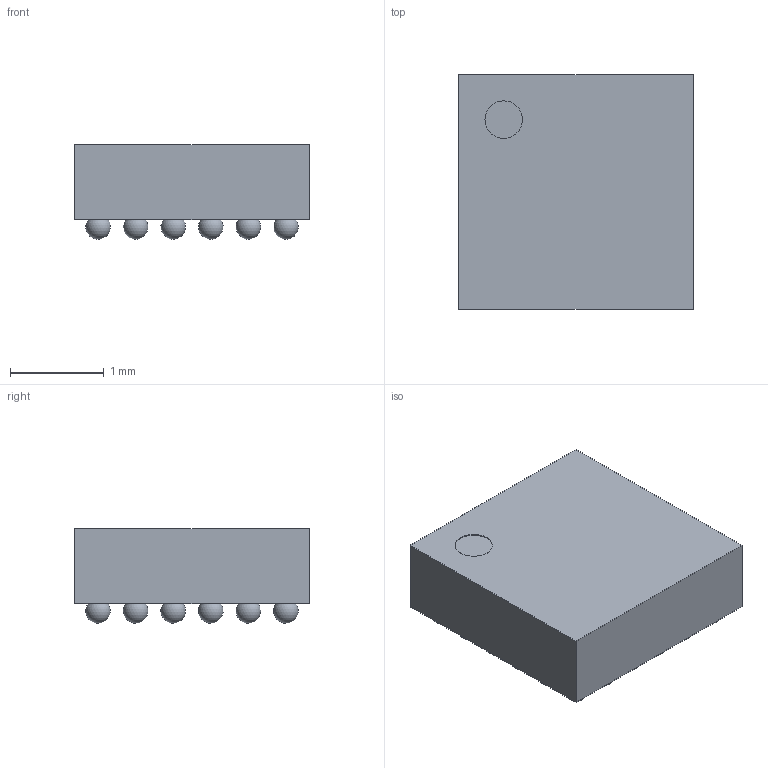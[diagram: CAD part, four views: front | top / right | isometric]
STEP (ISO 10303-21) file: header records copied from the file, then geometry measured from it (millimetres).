
FILE_DESCRIPTION(/* description */ ('model of ucBGA-36_2.5x2.5mm_Layout6x6_P0.4mm'),/* implementation_level */ '2;1');
FILE_NAME(/* name */ 'ucBGA-36_2.5x2.5mm_Layout6x6_P0.4mm.step',/* time_stamp */ '2018-09-12T20:32:30',/* author */ ('kicad StepUp','ksu'),/* organization */ ('FreeCAD'),/* preprocessor_version */ 'OCC',/* originating_system */ 'kicad StepUp',/* authorisation */ '');
FILE_SCHEMA(('AUTOMOTIVE_DESIGN { 1 0 10303 214 1 1 1 1 }'));
Length unit declared in the file: millimetre
Products named in the file (1): ucBGA_36_25x25mm_Layout6x6_P04mm
Bounding box: 2.5 x 2.5 x 1.01 mm (x, y, z)
Volume: 5.3 mm3; surface area: 25.3 mm2
Topology: 1 solids, 1 shells, 44 faces, 123 edges, 82 vertices
Faces by surface type: sphere 36, plane 7, cylinder 1
Full cylindrical faces by diameter (mm): 0.4 x1
Entity records: 1479 total; most frequent: CARTESIAN_POINT 213, PCURVE 174, ORIENTED_EDGE 132, AXIS2_PLACEMENT_3D 118, CIRCLE 111, EDGE_CURVE 87, VERTEX_POINT 82, FACE_BOUND 81
